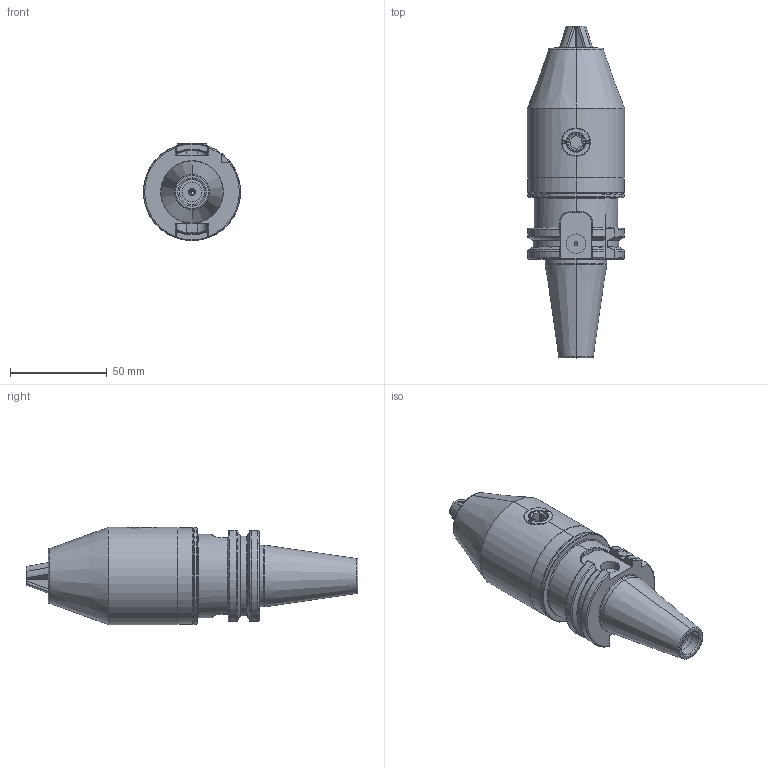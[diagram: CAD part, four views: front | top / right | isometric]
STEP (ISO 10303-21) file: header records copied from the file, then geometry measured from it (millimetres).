
FILE_DESCRIPTION (( 'STEP AP203' ), '1' );
FILE_NAME ('302.15.16-F09412B.STEP', '2017-04-10T10:06:53', ( '' ), ( '' ), 'SwSTEP 2.0', 'SolidWorks 2013', '' );
FILE_SCHEMA (( 'CONFIG_CONTROL_DESIGN' ));
Length unit declared in the file: millimetre
Products named in the file (13): KR02-9096; 1331502-0200E; 1331503C--; 1331503-03B; 302.15.16-F09412B; 1331402-04D; 1331402-05B; 1331402-06F; 1331402-08B; 1332401-103A; F09411-01B; SB01-8001; 1331503-01F
Assembly tree (13 placements, depth 3):
  KR02-9096
  302.15.16-F09412B
    F09411-01B
    1331503C--
      1331503-01F
      1331502-0200E
      1331503-03B
      1331402-04D
      1331402-05B
      1331402-06F
      1331402-08B
      1332401-103A  x3
      SB01-8001
Bounding box: 50.1 x 171.14 x 50.1 mm (x, y, z)
Volume: 170788.5 mm3; surface area: 70721.5 mm2
Topology: 12 solids, 12 shells, 1028 faces, 2723 edges, 1719 vertices
Faces by surface type: cylinder 361, plane 293, cone 243, torus 91, bspline 40
Entity records: 40556 total; most frequent: CARTESIAN_POINT 16632, ORIENTED_EDGE 5166, DIRECTION 4216, EDGE_CURVE 2583, AXIS2_PLACEMENT_3D 1707, VERTEX_POINT 1645, EDGE_LOOP 1042, FACE_OUTER_BOUND 982
